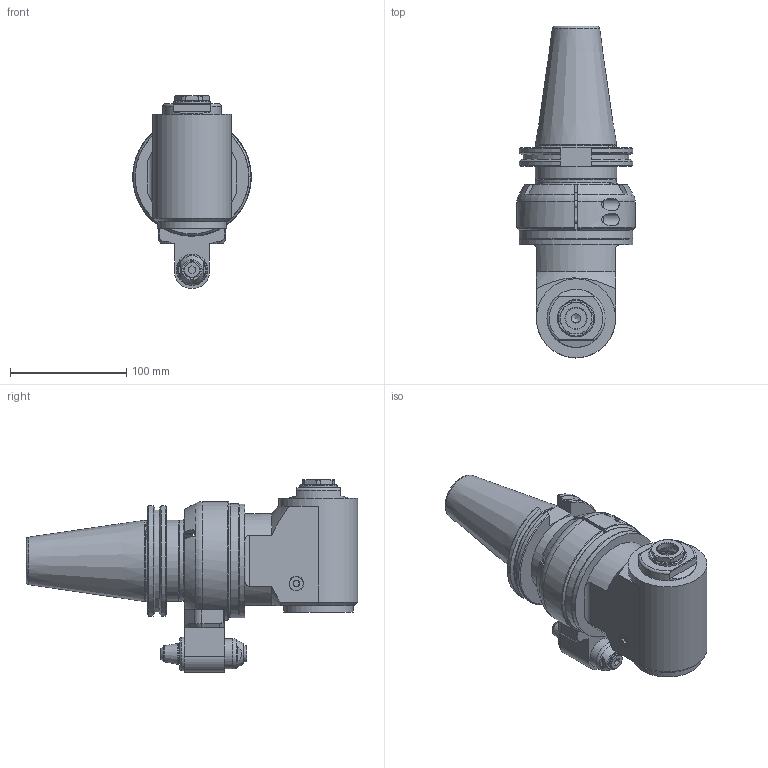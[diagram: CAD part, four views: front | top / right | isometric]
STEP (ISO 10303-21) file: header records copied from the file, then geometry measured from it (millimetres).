
FILE_DESCRIPTION(/* description */ (''),/* implementation_level */ '2;1');
FILE_NAME(/* name */ '9.FL9.16000-4C50.stp',/* time_stamp */ '2025-02-28T09:11:39-05:00',/* author */ ('jkrenzer'),/* organization */ (''),/* preprocessor_version */ 'ST-DEVELOPER v18.1',/* originating_system */ 'Autodesk Inventor 2022',/* authorisation */ '');
FILE_SCHEMA (('AUTOMOTIVE_DESIGN { 1 0 10303 214 3 1 1 }'));
Length unit declared in the file: millimetre
Products named in the file (3): 9.FL9.16000-4C50; 9_FL9_16000; 9GA15C_458  (EVO, Type 1, Cat50, 80mm, Conical)
Assembly tree (2 placements, depth 2):
  9.FL9.16000-4C50
    9_FL9_16000
    9GA15C_458  (EVO, Type 1, Cat50, 80mm, Conical)
Bounding box: 102 x 285.6 x 166 mm (x, y, z)
Volume: 1269814.9 mm3; surface area: 159140.2 mm2
Topology: 4 solids, 5 shells, 531 faces, 1307 edges, 839 vertices
Faces by surface type: plane 258, cylinder 143, cone 97, torus 31, sphere 2
Full cylindrical faces by diameter (mm): 2.5 x1, 2.6 x2, 3 x1, 3.3 x2, 4.2 x2, 5 x3, 6 x5, 6.5 x2, 7 x2, 8 x2, 8.821 x1, 9 x1, 9.2 x1, 9.525 x1, 10 x5, 10.4 x2, 10.6 x1, 11 x2, 12 x2, 12.5 x2, 12.8 x1, 13 x1, 14 x1, 17 x2, 18 x4, 21.8 x1, 21.963 x1, 22.6 x1, 25.6 x1, 26 x1
Entity records: 18191 total; most frequent: CARTESIAN_POINT 5419, DIRECTION 2727, ORIENTED_EDGE 2598, EDGE_CURVE 1299, AXIS2_PLACEMENT_3D 1055, VERTEX_POINT 839, LINE 617, VECTOR 617
